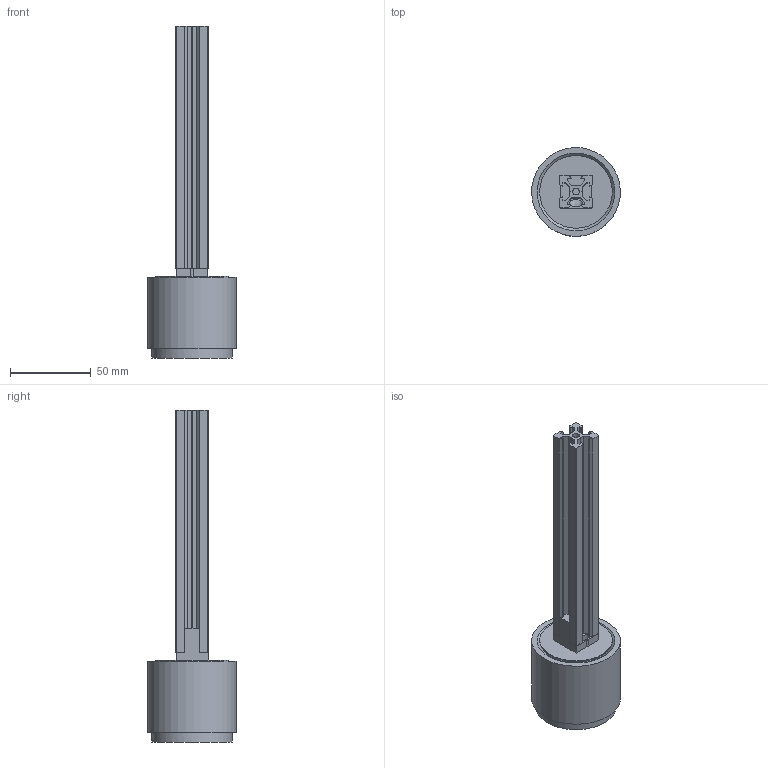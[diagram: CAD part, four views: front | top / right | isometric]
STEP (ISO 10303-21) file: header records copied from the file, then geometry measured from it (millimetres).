
FILE_DESCRIPTION(/* description */ (''),/* implementation_level */ '2;1');
FILE_NAME(/* name */ 'Base.step',/* time_stamp */ '2023-03-04T17:23:31+01:00',/* author */ (''),/* organization */ (''),/* preprocessor_version */ 'ST-DEVELOPER v19.2',/* originating_system */ 'Autodesk Translation Framework v11.17.0.187',/* authorisation */ '');
FILE_SCHEMA (('AUTOMOTIVE_DESIGN { 1 0 10303 214 3 1 1 }'));
Length unit declared in the file: millimetre
Products named in the file (13): (Nicht gespeichert); Bearing 6004 2RS; Z24de001; Body_Kugeln (1); Body_Kugel_einzeln (1); Body_Innenring (1); Body_Aussenring (1); 20x20Rail; SlipRing; BoxUpper; BoxLower; Spacer; RailConnector
Assembly tree (19 placements, depth 5):
  (Nicht gespeichert)
    Bearing 6004 2RS
      Z24de001
        Body_Kugeln (1)
          Body_Kugel_einzeln (1)  x8
        Body_Innenring (1)
        Body_Aussenring (1)
    20x20Rail
    SlipRing
    BoxUpper
    BoxLower
    Spacer
    RailConnector
Bounding box: 54.97 x 54.97 x 205.7 mm (x, y, z)
Volume: 126578.2 mm3; surface area: 79835.6 mm2
Topology: 18 solids, 18 shells, 489 faces, 1316 edges, 870 vertices
Faces by surface type: plane 286, cylinder 100, bspline 72, cone 17, sphere 8, torus 6
Full cylindrical faces by diameter (mm): 4.2 x1, 5 x4, 5.5 x2, 6 x6, 7.7 x1, 9 x1, 20 x1, 20.05 x1, 21.7 x2, 22 x1, 24 x1, 26 x1, 26.6 x4, 35.4 x4, 42 x1, 42.02 x1, 42.125 x1, 44 x2, 45 x1, 47.947 x9, 48.526 x10, 49.85 x1, 50.214 x9, 55 x1
Entity records: 31709 total; most frequent: CARTESIAN_POINT 19494, ORIENTED_EDGE 2586, DIRECTION 2109, EDGE_CURVE 1293, LINE 883, VECTOR 883, VERTEX_POINT 856, AXIS2_PLACEMENT_3D 613
